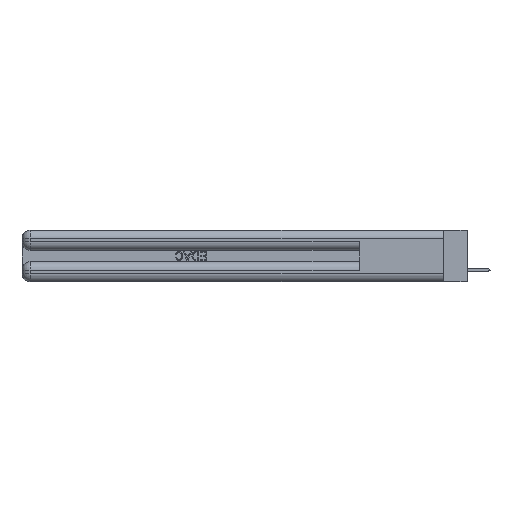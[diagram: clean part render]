
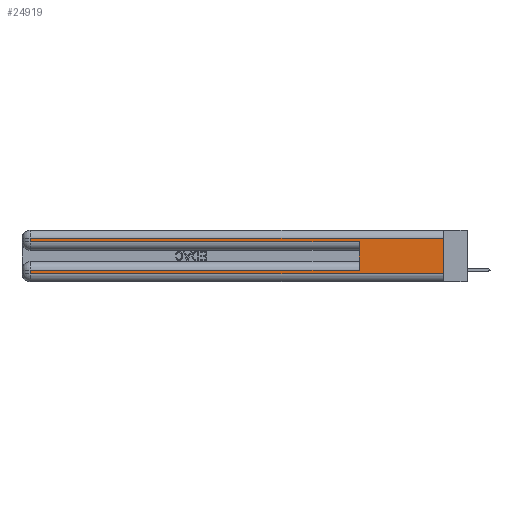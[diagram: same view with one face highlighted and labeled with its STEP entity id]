
A CAD part, left-side view. The second image highlights one B-rep face of the part: STEP entity #24919.
In plain terms, the highlighted planar face has unit normal (-1, 0, 0).
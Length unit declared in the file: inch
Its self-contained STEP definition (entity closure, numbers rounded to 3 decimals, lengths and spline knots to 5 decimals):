
#438 = LINE ( 'NONE', #18149, #27338 ) ;
#965 = CARTESIAN_POINT ( 'NONE',  ( 0., 2.94, 0.31 ) ) ;
#1197 = CARTESIAN_POINT ( 'NONE',  ( 0., 2.94, 0.285 ) ) ;
#1533 = CARTESIAN_POINT ( 'NONE',  ( 0., 0., 0.37 ) ) ;
#2254 = DIRECTION ( 'NONE',  ( 0., -1., 0. ) ) ;
#3082 = ORIENTED_EDGE ( 'NONE', *, *, #31100, .T. ) ;
#4632 = VERTEX_POINT ( 'NONE', #1197 ) ;
#5393 = ORIENTED_EDGE ( 'NONE', *, *, #21609, .T. ) ;
#6082 = CARTESIAN_POINT ( 'NONE',  ( 0., 2.94, 0.37 ) ) ;
#6129 = ORIENTED_EDGE ( 'NONE', *, *, #11600, .T. ) ;
#7320 = CARTESIAN_POINT ( 'NONE',  ( 0., 2.94, 0.06 ) ) ;
#8111 = CARTESIAN_POINT ( 'NONE',  ( 0., 2.94, 0.37 ) ) ;
#9442 = DIRECTION ( 'NONE',  ( 1., 0., 0. ) ) ;
#10581 = CARTESIAN_POINT ( 'NONE',  ( 0., 0., 0.06 ) ) ;
#11143 = LINE ( 'NONE', #1533, #33365 ) ;
#11600 = EDGE_CURVE ( 'NONE', #32717, #32086, #41231, .T. ) ;
#11779 = DIRECTION ( 'NONE',  ( 0., -1., 0. ) ) ;
#12509 = ORIENTED_EDGE ( 'NONE', *, *, #25876, .T. ) ;
#12551 = LINE ( 'NONE', #28456, #31746 ) ;
#12759 = CARTESIAN_POINT ( 'NONE',  ( 0., 0.6, 0.085 ) ) ;
#12809 = DIRECTION ( 'NONE',  ( 0., 0., -1. ) ) ;
#13778 = EDGE_CURVE ( 'NONE', #30280, #29346, #38469, .T. ) ;
#14185 = DIRECTION ( 'NONE',  ( 0., 0., -1. ) ) ;
#14449 = EDGE_CURVE ( 'NONE', #39664, #32475, #38920, .T. ) ;
#14596 = VECTOR ( 'NONE', #14185, 39.37008 ) ;
#14973 = DIRECTION ( 'NONE',  ( 0., 1., 0. ) ) ;
#15168 = CARTESIAN_POINT ( 'NONE',  ( 0., 0., 0.31 ) ) ;
#16141 = DIRECTION ( 'NONE',  ( 0., 1., 0. ) ) ;
#16712 = CARTESIAN_POINT ( 'NONE',  ( 0., 0.6, 0.145 ) ) ;
#17122 = CARTESIAN_POINT ( 'NONE',  ( 0., 2.94, 0.085 ) ) ;
#17198 = VECTOR ( 'NONE', #22221, 39.37008 ) ;
#17273 = DIRECTION ( 'NONE',  ( 0., 0., 1. ) ) ;
#18149 = CARTESIAN_POINT ( 'NONE',  ( 0., 0., 0.285 ) ) ;
#19463 = EDGE_LOOP ( 'NONE', ( #37209, #6129, #28654, #12509, #34738, #5393, #31814, #3082 ) ) ;
#20975 = EDGE_CURVE ( 'NONE', #32086, #4632, #23685, .T. ) ;
#21609 = EDGE_CURVE ( 'NONE', #30280, #39664, #12551, .T. ) ;
#22221 = DIRECTION ( 'NONE',  ( 0., 0., -1. ) ) ;
#23685 = LINE ( 'NONE', #8111, #14596 ) ;
#24256 = CARTESIAN_POINT ( 'NONE',  ( 0., 0., 0.31 ) ) ;
#24760 = CARTESIAN_POINT ( 'NONE',  ( 0., 0.6, 0.285 ) ) ;
#24919 = ADVANCED_FACE ( 'NONE', ( #35831 ), #32525, .F. ) ;
#25824 = CARTESIAN_POINT ( 'NONE',  ( 0., 0., 0.37 ) ) ;
#25876 = EDGE_CURVE ( 'NONE', #4632, #29346, #438, .T. ) ;
#27338 = VECTOR ( 'NONE', #11779, 39.37008 ) ;
#28456 = CARTESIAN_POINT ( 'NONE',  ( 0., 0., 0.085 ) ) ;
#28654 = ORIENTED_EDGE ( 'NONE', *, *, #20975, .T. ) ;
#29346 = VERTEX_POINT ( 'NONE', #24760 ) ;
#30280 = VERTEX_POINT ( 'NONE', #12759 ) ;
#30407 = VECTOR ( 'NONE', #17273, 39.37008 ) ;
#30521 = EDGE_CURVE ( 'NONE', #32717, #36069, #11143, .T. ) ;
#31100 = EDGE_CURVE ( 'NONE', #32475, #36069, #34360, .T. ) ;
#31746 = VECTOR ( 'NONE', #14973, 39.37008 ) ;
#31814 = ORIENTED_EDGE ( 'NONE', *, *, #14449, .T. ) ;
#32086 = VERTEX_POINT ( 'NONE', #965 ) ;
#32475 = VERTEX_POINT ( 'NONE', #7320 ) ;
#32525 = PLANE ( 'NONE',  #37332 ) ;
#32717 = VERTEX_POINT ( 'NONE', #15168 ) ;
#33365 = VECTOR ( 'NONE', #39854, 39.37008 ) ;
#34360 = LINE ( 'NONE', #37881, #35366 ) ;
#34738 = ORIENTED_EDGE ( 'NONE', *, *, #13778, .F. ) ;
#35366 = VECTOR ( 'NONE', #2254, 39.37008 ) ;
#35831 = FACE_OUTER_BOUND ( 'NONE', #19463, .T. ) ;
#36069 = VERTEX_POINT ( 'NONE', #10581 ) ;
#37209 = ORIENTED_EDGE ( 'NONE', *, *, #30521, .F. ) ;
#37332 = AXIS2_PLACEMENT_3D ( 'NONE', #25824, #9442, #12809 ) ;
#37881 = CARTESIAN_POINT ( 'NONE',  ( 0., 0., 0.06 ) ) ;
#38153 = VECTOR ( 'NONE', #16141, 39.37008 ) ;
#38469 = LINE ( 'NONE', #16712, #30407 ) ;
#38920 = LINE ( 'NONE', #6082, #17198 ) ;
#39664 = VERTEX_POINT ( 'NONE', #17122 ) ;
#39854 = DIRECTION ( 'NONE',  ( 0., 0., -1. ) ) ;
#41231 = LINE ( 'NONE', #24256, #38153 ) ;
